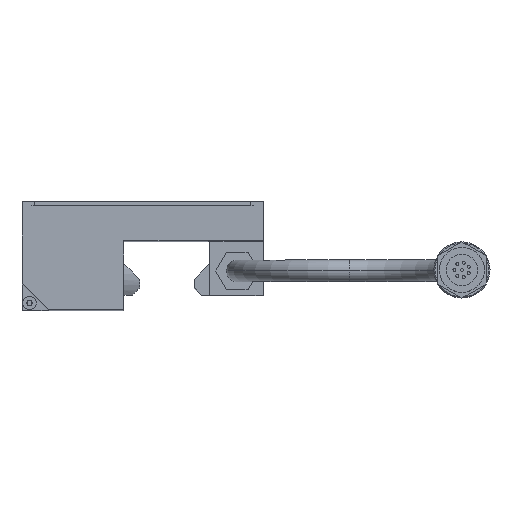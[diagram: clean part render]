
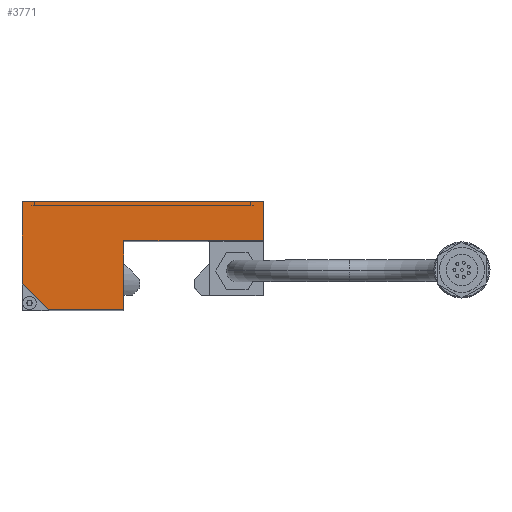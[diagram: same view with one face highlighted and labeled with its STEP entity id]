
A CAD part, top view. The second image highlights one B-rep face of the part: STEP entity #3771.
In plain terms, the highlighted planar face has unit normal (0, 0, 1).
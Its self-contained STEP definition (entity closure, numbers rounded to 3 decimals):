
#2161 = EDGE_CURVE( '', #3229, #4589, #6074, .T. );
#2245 = EDGE_CURVE( '', #3339, #4901, #6163, .T. );
#2361 = EDGE_CURVE( '', #4589, #3339, #6295, .T. );
#2541 = EDGE_CURVE( '', #2931, #4755, #6506, .T. );
#2565 = VERTEX_POINT( '', #6532 );
#2607 = EDGE_CURVE( '', #4755, #4039, #6580, .T. );
#2659 = EDGE_CURVE( '', #3271, #3229, #6634, .T. );
#2931 = VERTEX_POINT( '', #6927 );
#3229 = VERTEX_POINT( '', #7260 );
#3271 = VERTEX_POINT( '', #7306 );
#3315 = EDGE_CURVE( '', #2565, #3271, #7356, .T. );
#3339 = VERTEX_POINT( '', #7388 );
#3771 = ADVANCED_FACE( '', ( #7867 ), #7868, .T. );
#4039 = VERTEX_POINT( '', #8171 );
#4143 = EDGE_CURVE( '', #5143, #2565, #8288, .T. );
#4589 = VERTEX_POINT( '', #8785 );
#4755 = VERTEX_POINT( '', #8967 );
#4901 = VERTEX_POINT( '', #9130 );
#5143 = VERTEX_POINT( '', #9396 );
#5195 = EDGE_CURVE( '', #4901, #2931, #9452, .T. );
#5281 = EDGE_CURVE( '', #4039, #5143, #9546, .T. );
#6074 = LINE( '', #10453, #10454 );
#6163 = LINE( '', #10572, #10573 );
#6295 = LINE( '', #10732, #10733 );
#6506 = LINE( '', #10998, #10999 );
#6532 = CARTESIAN_POINT( '', ( -38.7, 12., 0. ) );
#6580 = LINE( '', #11096, #11097 );
#6634 = LINE( '', #11178, #11179 );
#6927 = CARTESIAN_POINT( '', ( 25.8, 33.9, 0. ) );
#7260 = CARTESIAN_POINT( '', ( -11.6, 5., 0. ) );
#7306 = CARTESIAN_POINT( '', ( -31.7, 5., 0. ) );
#7356 = LINE( '', #12129, #12130 );
#7388 = CARTESIAN_POINT( '', ( -11.5, 23.4, 0. ) );
#7867 = FACE_OUTER_BOUND( '', #12811, .T. );
#7868 = PLANE( '', #12812 );
#8171 = CARTESIAN_POINT( '', ( -38.6, 34., 0. ) );
#8288 = LINE( '', #13372, #13373 );
#8785 = CARTESIAN_POINT( '', ( -11.5, 5.1, 0. ) );
#8967 = CARTESIAN_POINT( '', ( 25.7, 34., 0. ) );
#9130 = CARTESIAN_POINT( '', ( 25.8, 23.4, 0. ) );
#9396 = CARTESIAN_POINT( '', ( -38.7, 33.9, 0. ) );
#9452 = LINE( '', #14926, #14927 );
#9546 = LINE( '', #15057, #15058 );
#10453 = CARTESIAN_POINT( '', ( -11.6, 5., 0. ) );
#10454 = VECTOR( '', #16164, 1. );
#10572 = CARTESIAN_POINT( '', ( -11.5, 23.4, 0. ) );
#10573 = VECTOR( '', #16254, 1. );
#10732 = CARTESIAN_POINT( '', ( -11.5, 5.1, 0. ) );
#10733 = VECTOR( '', #16416, 1. );
#10998 = CARTESIAN_POINT( '', ( 25.8, 33.9, 0. ) );
#10999 = VECTOR( '', #16692, 1. );
#11096 = CARTESIAN_POINT( '', ( 25.7, 34., 0. ) );
#11097 = VECTOR( '', #16775, 1. );
#11178 = CARTESIAN_POINT( '', ( -38.6, 5., 0. ) );
#11179 = VECTOR( '', #16820, 1. );
#12129 = CARTESIAN_POINT( '', ( -22.525, -4.175, 0. ) );
#12130 = VECTOR( '', #17669, 1. );
#12811 = EDGE_LOOP( '', ( #18328, #18329, #18330, #18331, #18332, #18333, #18334, #18335, #18336, #18337 ) );
#12812 = AXIS2_PLACEMENT_3D( '', #18338, #18339, #18340 );
#13372 = CARTESIAN_POINT( '', ( -38.7, 33.9, 0. ) );
#13373 = VECTOR( '', #18826, 1. );
#14926 = CARTESIAN_POINT( '', ( 25.8, 9.1, 0. ) );
#14927 = VECTOR( '', #20303, 1. );
#15057 = CARTESIAN_POINT( '', ( -38.6, 34., 0. ) );
#15058 = VECTOR( '', #20413, 1. );
#16164 = DIRECTION( '', ( 0.707, 0.707, 0. ) );
#16254 = DIRECTION( '', ( 1., 0., 0. ) );
#16416 = DIRECTION( '', ( 0., 1., 0. ) );
#16692 = DIRECTION( '', ( -0.707, 0.707, 0. ) );
#16775 = DIRECTION( '', ( -1., 0., 0. ) );
#16820 = DIRECTION( '', ( 1., 0., 0. ) );
#17669 = DIRECTION( '', ( 0.707, -0.707, 0. ) );
#18328 = ORIENTED_EDGE( '', *, *, #3315, .T. );
#18329 = ORIENTED_EDGE( '', *, *, #2659, .T. );
#18330 = ORIENTED_EDGE( '', *, *, #2161, .T. );
#18331 = ORIENTED_EDGE( '', *, *, #2361, .T. );
#18332 = ORIENTED_EDGE( '', *, *, #2245, .T. );
#18333 = ORIENTED_EDGE( '', *, *, #5195, .T. );
#18334 = ORIENTED_EDGE( '', *, *, #2541, .T. );
#18335 = ORIENTED_EDGE( '', *, *, #2607, .T. );
#18336 = ORIENTED_EDGE( '', *, *, #5281, .T. );
#18337 = ORIENTED_EDGE( '', *, *, #4143, .T. );
#18338 = CARTESIAN_POINT( '', ( 0., 0., 0. ) );
#18339 = DIRECTION( '', ( 0., 0., 1. ) );
#18340 = DIRECTION( '', ( 1., 0., 0. ) );
#18826 = DIRECTION( '', ( 0., -1., 0. ) );
#20303 = DIRECTION( '', ( 0., 1., 0. ) );
#20413 = DIRECTION( '', ( -0.707, -0.707, 0. ) );
